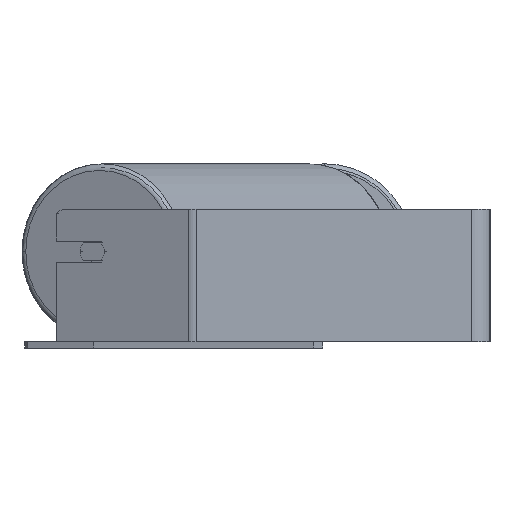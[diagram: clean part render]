
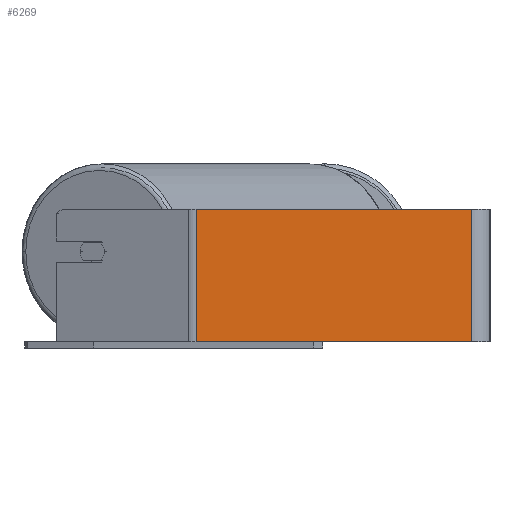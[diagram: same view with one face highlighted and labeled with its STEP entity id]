
A CAD part, left-side view. The second image highlights one B-rep face of the part: STEP entity #6269.
In plain terms, the highlighted planar face has unit normal (-1, 0, 0).
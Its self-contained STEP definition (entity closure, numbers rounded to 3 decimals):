
#88 = DIRECTION ( 'NONE',  ( 0., 0., -1. ) ) ;
#822 = DIRECTION ( 'NONE',  ( 0., 0., -1. ) ) ;
#1060 = DIRECTION ( 'NONE',  ( 0., -1., 0. ) ) ;
#1090 = VECTOR ( 'NONE', #1060, 1000. ) ;
#1667 = ORIENTED_EDGE ( 'NONE', *, *, #7156, .F. ) ;
#1798 = CARTESIAN_POINT ( 'NONE',  ( -620., 225.461, 50. ) ) ;
#1855 = EDGE_CURVE ( 'NONE', #6407, #5989, #8881, .T. ) ;
#1924 = CARTESIAN_POINT ( 'NONE',  ( -620., 14., 50. ) ) ;
#2155 = DIRECTION ( 'NONE',  ( 0., -1., 0. ) ) ;
#2269 = FACE_OUTER_BOUND ( 'NONE', #7517, .T. ) ;
#2731 = ORIENTED_EDGE ( 'NONE', *, *, #8911, .F. ) ;
#2828 = CARTESIAN_POINT ( 'NONE',  ( -620., 222.358, -50. ) ) ;
#3273 = LINE ( 'NONE', #1798, #1090 ) ;
#3440 = VECTOR ( 'NONE', #822, 1000. ) ;
#3641 = PLANE ( 'NONE',  #6900 ) ;
#3716 = VERTEX_POINT ( 'NONE', #8290 ) ;
#4406 = DIRECTION ( 'NONE',  ( 1., 0., 0. ) ) ;
#4846 = CARTESIAN_POINT ( 'NONE',  ( -620., 222.358, 50. ) ) ;
#4936 = LINE ( 'NONE', #4846, #6635 ) ;
#4964 = DIRECTION ( 'NONE',  ( 0., 0., -1. ) ) ;
#5119 = VECTOR ( 'NONE', #2155, 1000. ) ;
#5210 = ORIENTED_EDGE ( 'NONE', *, *, #1855, .T. ) ;
#5583 = CARTESIAN_POINT ( 'NONE',  ( -620., 14., -50. ) ) ;
#5584 = LINE ( 'NONE', #8490, #3440 ) ;
#5790 = VERTEX_POINT ( 'NONE', #1924 ) ;
#5874 = ORIENTED_EDGE ( 'NONE', *, *, #7568, .T. ) ;
#5989 = VERTEX_POINT ( 'NONE', #5583 ) ;
#6269 = ADVANCED_FACE ( 'NONE', ( #2269 ), #3641, .F. ) ;
#6407 = VERTEX_POINT ( 'NONE', #2828 ) ;
#6417 = CARTESIAN_POINT ( 'NONE',  ( -620., 225.461, 50. ) ) ;
#6635 = VECTOR ( 'NONE', #88, 1000. ) ;
#6900 = AXIS2_PLACEMENT_3D ( 'NONE', #6417, #4406, #4964 ) ;
#7156 = EDGE_CURVE ( 'NONE', #5790, #5989, #5584, .T. ) ;
#7517 = EDGE_LOOP ( 'NONE', ( #5210, #1667, #2731, #5874 ) ) ;
#7544 = CARTESIAN_POINT ( 'NONE',  ( -620., 225.461, -50. ) ) ;
#7568 = EDGE_CURVE ( 'NONE', #3716, #6407, #4936, .T. ) ;
#8290 = CARTESIAN_POINT ( 'NONE',  ( -620., 222.358, 50. ) ) ;
#8490 = CARTESIAN_POINT ( 'NONE',  ( -620., 14., 50. ) ) ;
#8881 = LINE ( 'NONE', #7544, #5119 ) ;
#8911 = EDGE_CURVE ( 'NONE', #3716, #5790, #3273, .T. ) ;
